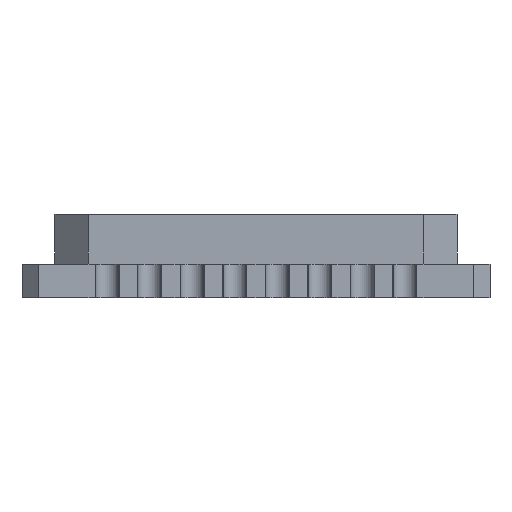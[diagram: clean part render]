
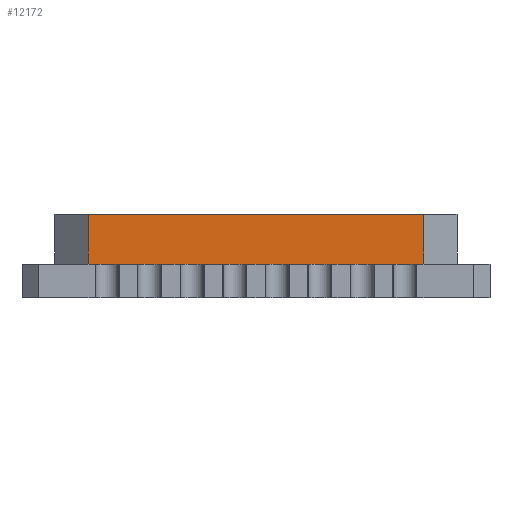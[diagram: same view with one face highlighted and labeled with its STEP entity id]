
A CAD part, front view. The second image highlights one B-rep face of the part: STEP entity #12172.
In plain terms, the highlighted planar face has unit normal (0, -1, 0).
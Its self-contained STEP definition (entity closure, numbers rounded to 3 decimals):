
#230 = PLANE('',#231);
#231 = AXIS2_PLACEMENT_3D('',#232,#233,#234);
#232 = CARTESIAN_POINT('',(6.985,6.985,1.));
#233 = DIRECTION('',(0.,0.,1.));
#234 = DIRECTION('',(1.,0.,0.));
#4518 = VERTEX_POINT('',#4519);
#4519 = CARTESIAN_POINT('',(5.,-6.,1.));
#4532 = PLANE('',#4533);
#4533 = AXIS2_PLACEMENT_3D('',#4534,#4535,#4536);
#4534 = CARTESIAN_POINT('',(6.,-5.,0.99));
#4535 = DIRECTION('',(0.707,-0.707,0.));
#4536 = DIRECTION('',(-0.707,-0.707,0.));
#4543 = EDGE_CURVE('',#4518,#4544,#4546,.T.);
#4544 = VERTEX_POINT('',#4545);
#4545 = CARTESIAN_POINT('',(-5.,-6.,1.));
#4546 = SURFACE_CURVE('',#4547,(#4551,#4557),.PCURVE_S1.);
#4547 = LINE('',#4548,#4549);
#4548 = CARTESIAN_POINT('',(5.993,-6.,1.));
#4549 = VECTOR('',#4550,1.);
#4550 = DIRECTION('',(-1.,0.,0.));
#4551 = PCURVE('',#230,#4552);
#4552 = DEFINITIONAL_REPRESENTATION('',(#4553),#4556);
#4553 = B_SPLINE_CURVE_WITH_KNOTS('',1,(#4554,#4555),.UNSPECIFIED.,.F.,
  .F.,(2,2),(-0.008,11.993),.PIECEWISE_BEZIER_KNOTS.);
#4554 = CARTESIAN_POINT('',(-0.985,-12.985));
#4555 = CARTESIAN_POINT('',(-12.985,-12.985));
#4556 = ( GEOMETRIC_REPRESENTATION_CONTEXT(2) 
PARAMETRIC_REPRESENTATION_CONTEXT() REPRESENTATION_CONTEXT('2D SPACE',''
  ) );
#4557 = PCURVE('',#4558,#4563);
#4558 = PLANE('',#4559);
#4559 = AXIS2_PLACEMENT_3D('',#4560,#4561,#4562);
#4560 = CARTESIAN_POINT('',(5.,-6.,0.99));
#4561 = DIRECTION('',(0.,-1.,0.));
#4562 = DIRECTION('',(-1.,0.,0.));
#4563 = DEFINITIONAL_REPRESENTATION('',(#4564),#4567);
#4564 = B_SPLINE_CURVE_WITH_KNOTS('',1,(#4565,#4566),.UNSPECIFIED.,.F.,
  .F.,(2,2),(-0.008,11.993),.PIECEWISE_BEZIER_KNOTS.);
#4565 = CARTESIAN_POINT('',(-1.,-0.01));
#4566 = CARTESIAN_POINT('',(11.,-0.01));
#4567 = ( GEOMETRIC_REPRESENTATION_CONTEXT(2) 
PARAMETRIC_REPRESENTATION_CONTEXT() REPRESENTATION_CONTEXT('2D SPACE',''
  ) );
#4584 = PLANE('',#4585);
#4585 = AXIS2_PLACEMENT_3D('',#4586,#4587,#4588);
#4586 = CARTESIAN_POINT('',(-5.,-6.,0.99));
#4587 = DIRECTION('',(-0.707,-0.707,0.));
#4588 = DIRECTION('',(-0.707,0.707,0.));
#11861 = PLANE('',#11862);
#11862 = AXIS2_PLACEMENT_3D('',#11863,#11864,#11865);
#11863 = CARTESIAN_POINT('',(-1.905,6.,2.49));
#11864 = DIRECTION('',(0.,0.,1.));
#11865 = DIRECTION('',(1.,0.,0.));
#12128 = EDGE_CURVE('',#4544,#12129,#12131,.T.);
#12129 = VERTEX_POINT('',#12130);
#12130 = CARTESIAN_POINT('',(-5.,-6.,2.49));
#12131 = SURFACE_CURVE('',#12132,(#12136,#12143),.PCURVE_S1.);
#12132 = LINE('',#12133,#12134);
#12133 = CARTESIAN_POINT('',(-5.,-6.,0.99));
#12134 = VECTOR('',#12135,1.);
#12135 = DIRECTION('',(0.,0.,1.));
#12136 = PCURVE('',#4584,#12137);
#12137 = DEFINITIONAL_REPRESENTATION('',(#12138),#12142);
#12138 = LINE('',#12139,#12140);
#12139 = CARTESIAN_POINT('',(0.,0.));
#12140 = VECTOR('',#12141,1.);
#12141 = DIRECTION('',(0.,-1.));
#12142 = ( GEOMETRIC_REPRESENTATION_CONTEXT(2) 
PARAMETRIC_REPRESENTATION_CONTEXT() REPRESENTATION_CONTEXT('2D SPACE',''
  ) );
#12143 = PCURVE('',#4558,#12144);
#12144 = DEFINITIONAL_REPRESENTATION('',(#12145),#12149);
#12145 = LINE('',#12146,#12147);
#12146 = CARTESIAN_POINT('',(10.,0.));
#12147 = VECTOR('',#12148,1.);
#12148 = DIRECTION('',(0.,-1.));
#12149 = ( GEOMETRIC_REPRESENTATION_CONTEXT(2) 
PARAMETRIC_REPRESENTATION_CONTEXT() REPRESENTATION_CONTEXT('2D SPACE',''
  ) );
#12172 = ADVANCED_FACE('',(#12173),#4558,.T.);
#12173 = FACE_BOUND('',#12174,.T.);
#12174 = EDGE_LOOP('',(#12175,#12176,#12199,#12220));
#12175 = ORIENTED_EDGE('',*,*,#4543,.F.);
#12176 = ORIENTED_EDGE('',*,*,#12177,.T.);
#12177 = EDGE_CURVE('',#4518,#12178,#12180,.T.);
#12178 = VERTEX_POINT('',#12179);
#12179 = CARTESIAN_POINT('',(5.,-6.,2.49));
#12180 = SURFACE_CURVE('',#12181,(#12185,#12192),.PCURVE_S1.);
#12181 = LINE('',#12182,#12183);
#12182 = CARTESIAN_POINT('',(5.,-6.,0.99));
#12183 = VECTOR('',#12184,1.);
#12184 = DIRECTION('',(0.,0.,1.));
#12185 = PCURVE('',#4558,#12186);
#12186 = DEFINITIONAL_REPRESENTATION('',(#12187),#12191);
#12187 = LINE('',#12188,#12189);
#12188 = CARTESIAN_POINT('',(0.,0.));
#12189 = VECTOR('',#12190,1.);
#12190 = DIRECTION('',(0.,-1.));
#12191 = ( GEOMETRIC_REPRESENTATION_CONTEXT(2) 
PARAMETRIC_REPRESENTATION_CONTEXT() REPRESENTATION_CONTEXT('2D SPACE',''
  ) );
#12192 = PCURVE('',#4532,#12193);
#12193 = DEFINITIONAL_REPRESENTATION('',(#12194),#12198);
#12194 = LINE('',#12195,#12196);
#12195 = CARTESIAN_POINT('',(1.414,0.));
#12196 = VECTOR('',#12197,1.);
#12197 = DIRECTION('',(0.,-1.));
#12198 = ( GEOMETRIC_REPRESENTATION_CONTEXT(2) 
PARAMETRIC_REPRESENTATION_CONTEXT() REPRESENTATION_CONTEXT('2D SPACE',''
  ) );
#12199 = ORIENTED_EDGE('',*,*,#12200,.T.);
#12200 = EDGE_CURVE('',#12178,#12129,#12201,.T.);
#12201 = SURFACE_CURVE('',#12202,(#12206,#12213),.PCURVE_S1.);
#12202 = LINE('',#12203,#12204);
#12203 = CARTESIAN_POINT('',(5.,-6.,2.49));
#12204 = VECTOR('',#12205,1.);
#12205 = DIRECTION('',(-1.,0.,0.));
#12206 = PCURVE('',#4558,#12207);
#12207 = DEFINITIONAL_REPRESENTATION('',(#12208),#12212);
#12208 = LINE('',#12209,#12210);
#12209 = CARTESIAN_POINT('',(0.,-1.5));
#12210 = VECTOR('',#12211,1.);
#12211 = DIRECTION('',(1.,0.));
#12212 = ( GEOMETRIC_REPRESENTATION_CONTEXT(2) 
PARAMETRIC_REPRESENTATION_CONTEXT() REPRESENTATION_CONTEXT('2D SPACE',''
  ) );
#12213 = PCURVE('',#11861,#12214);
#12214 = DEFINITIONAL_REPRESENTATION('',(#12215),#12219);
#12215 = LINE('',#12216,#12217);
#12216 = CARTESIAN_POINT('',(6.905,-12.));
#12217 = VECTOR('',#12218,1.);
#12218 = DIRECTION('',(-1.,0.));
#12219 = ( GEOMETRIC_REPRESENTATION_CONTEXT(2) 
PARAMETRIC_REPRESENTATION_CONTEXT() REPRESENTATION_CONTEXT('2D SPACE',''
  ) );
#12220 = ORIENTED_EDGE('',*,*,#12128,.F.);
